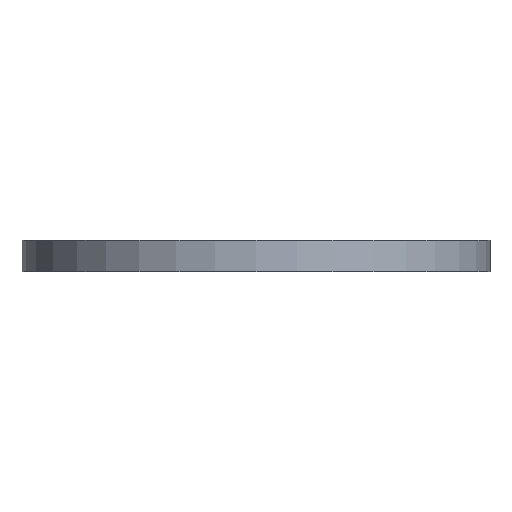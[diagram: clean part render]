
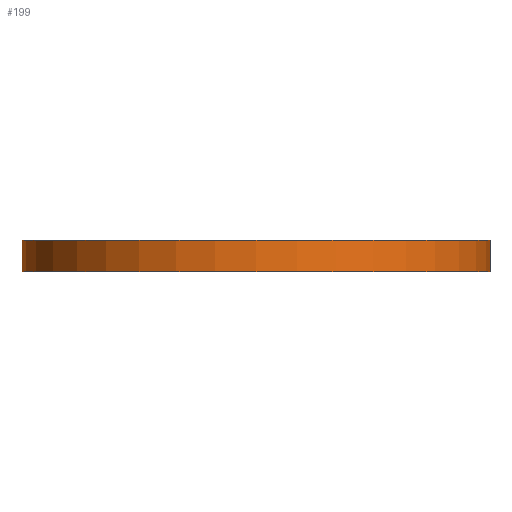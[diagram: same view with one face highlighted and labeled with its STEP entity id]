
A CAD part, front view. The second image highlights one B-rep face of the part: STEP entity #199.
In plain terms, the highlighted cylindrical face has radius 30 mm (diameter 60 mm), a partial arc.
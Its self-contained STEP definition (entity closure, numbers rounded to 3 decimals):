
#48 = EDGE_CURVE ( 'NONE', #100, #477, #308, .T. ) ;
#64 = EDGE_LOOP ( 'NONE', ( #616, #390, #419, #620 ) ) ;
#85 = DIRECTION ( 'NONE',  ( 0., 0., -1. ) ) ;
#100 = VERTEX_POINT ( 'NONE', #127 ) ;
#113 = VECTOR ( 'NONE', #474, 1000. ) ;
#118 = CARTESIAN_POINT ( 'NONE',  ( 30., 0., 4. ) ) ;
#121 = LINE ( 'NONE', #559, #113 ) ;
#126 = CARTESIAN_POINT ( 'NONE',  ( 0., 0., 0. ) ) ;
#127 = CARTESIAN_POINT ( 'NONE',  ( -30., 0., 4. ) ) ;
#140 = VECTOR ( 'NONE', #85, 1000. ) ;
#152 = EDGE_CURVE ( 'NONE', #477, #221, #121, .T. ) ;
#175 = DIRECTION ( 'NONE',  ( 1., 0., 0. ) ) ;
#181 = LINE ( 'NONE', #535, #140 ) ;
#182 = DIRECTION ( 'NONE',  ( 0., 0., 1. ) ) ;
#190 = DIRECTION ( 'NONE',  ( 0., 0., -1. ) ) ;
#199 = ADVANCED_FACE ( 'NONE', ( #436 ), #420, .T. ) ;
#218 = CIRCLE ( 'NONE', #624, 30. ) ;
#221 = VERTEX_POINT ( 'NONE', #346 ) ;
#225 = AXIS2_PLACEMENT_3D ( 'NONE', #284, #190, #440 ) ;
#227 = EDGE_CURVE ( 'NONE', #100, #602, #181, .T. ) ;
#284 = CARTESIAN_POINT ( 'NONE',  ( 0., 0., 4. ) ) ;
#308 = CIRCLE ( 'NONE', #417, 30. ) ;
#346 = CARTESIAN_POINT ( 'NONE',  ( 30., 0., 0. ) ) ;
#368 = CARTESIAN_POINT ( 'NONE',  ( 0., 0., 4. ) ) ;
#390 = ORIENTED_EDGE ( 'NONE', *, *, #48, .F. ) ;
#417 = AXIS2_PLACEMENT_3D ( 'NONE', #368, #424, #175 ) ;
#419 = ORIENTED_EDGE ( 'NONE', *, *, #227, .T. ) ;
#420 = CYLINDRICAL_SURFACE ( 'NONE', #225, 30. ) ;
#424 = DIRECTION ( 'NONE',  ( 0., 0., 1. ) ) ;
#434 = DIRECTION ( 'NONE',  ( 1., 0., 0. ) ) ;
#436 = FACE_OUTER_BOUND ( 'NONE', #64, .T. ) ;
#440 = DIRECTION ( 'NONE',  ( -1., 0., 0. ) ) ;
#474 = DIRECTION ( 'NONE',  ( 0., 0., -1. ) ) ;
#477 = VERTEX_POINT ( 'NONE', #118 ) ;
#535 = CARTESIAN_POINT ( 'NONE',  ( -30., 0., 4. ) ) ;
#559 = CARTESIAN_POINT ( 'NONE',  ( 30., 0., 4. ) ) ;
#599 = EDGE_CURVE ( 'NONE', #602, #221, #218, .T. ) ;
#602 = VERTEX_POINT ( 'NONE', #630 ) ;
#616 = ORIENTED_EDGE ( 'NONE', *, *, #152, .F. ) ;
#620 = ORIENTED_EDGE ( 'NONE', *, *, #599, .T. ) ;
#624 = AXIS2_PLACEMENT_3D ( 'NONE', #126, #182, #434 ) ;
#630 = CARTESIAN_POINT ( 'NONE',  ( -30., 0., 0. ) ) ;
